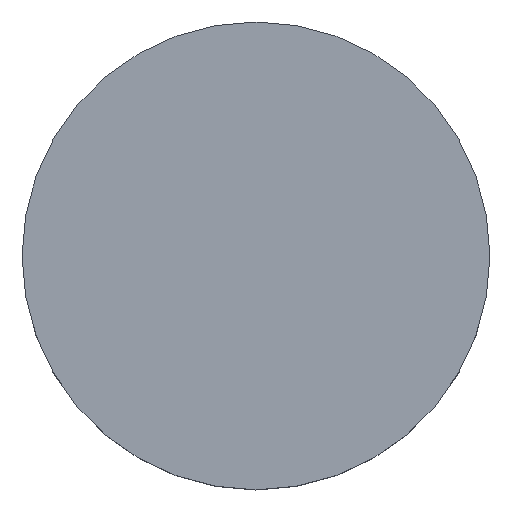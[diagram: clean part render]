
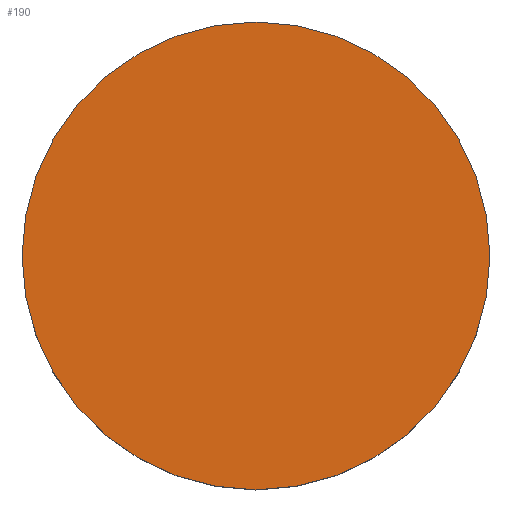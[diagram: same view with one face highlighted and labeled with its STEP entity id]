
A CAD part, top view. The second image highlights one B-rep face of the part: STEP entity #190.
In plain terms, the highlighted planar face has unit normal (0, 0, 1).
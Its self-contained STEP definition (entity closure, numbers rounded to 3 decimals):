
#7 = PLANE ( 'NONE',  #210 ) ;
#10 = CARTESIAN_POINT ( 'NONE',  ( -25.4, 0., 3. ) ) ;
#28 = CIRCLE ( 'NONE', #215, 25.4 ) ;
#30 = CARTESIAN_POINT ( 'NONE',  ( 0., 0., 3. ) ) ;
#38 = EDGE_CURVE ( 'NONE', #85, #218, #28, .T. ) ;
#39 = ORIENTED_EDGE ( 'NONE', *, *, #38, .F. ) ;
#51 = DIRECTION ( 'NONE',  ( 1., 0., 0. ) ) ;
#63 = FACE_OUTER_BOUND ( 'NONE', #167, .T. ) ;
#76 = CIRCLE ( 'NONE', #92, 25.4 ) ;
#78 = DIRECTION ( 'NONE',  ( 1., 0., 0. ) ) ;
#81 = CARTESIAN_POINT ( 'NONE',  ( 0., 52.02, 3. ) ) ;
#85 = VERTEX_POINT ( 'NONE', #10 ) ;
#92 = AXIS2_PLACEMENT_3D ( 'NONE', #30, #231, #51 ) ;
#115 = DIRECTION ( 'NONE',  ( 1., 0., 0. ) ) ;
#137 = CARTESIAN_POINT ( 'NONE',  ( 0., 0., 3. ) ) ;
#149 = CARTESIAN_POINT ( 'NONE',  ( 25.4, 0., 3. ) ) ;
#167 = EDGE_LOOP ( 'NONE', ( #182, #39 ) ) ;
#177 = EDGE_CURVE ( 'NONE', #218, #85, #76, .T. ) ;
#182 = ORIENTED_EDGE ( 'NONE', *, *, #177, .F. ) ;
#190 = ADVANCED_FACE ( 'NONE', ( #63 ), #7, .T. ) ;
#193 = DIRECTION ( 'NONE',  ( 0., 0., -1. ) ) ;
#210 = AXIS2_PLACEMENT_3D ( 'NONE', #81, #216, #78 ) ;
#215 = AXIS2_PLACEMENT_3D ( 'NONE', #137, #193, #115 ) ;
#216 = DIRECTION ( 'NONE',  ( 0., 0., 1. ) ) ;
#218 = VERTEX_POINT ( 'NONE', #149 ) ;
#231 = DIRECTION ( 'NONE',  ( 0., 0., -1. ) ) ;
